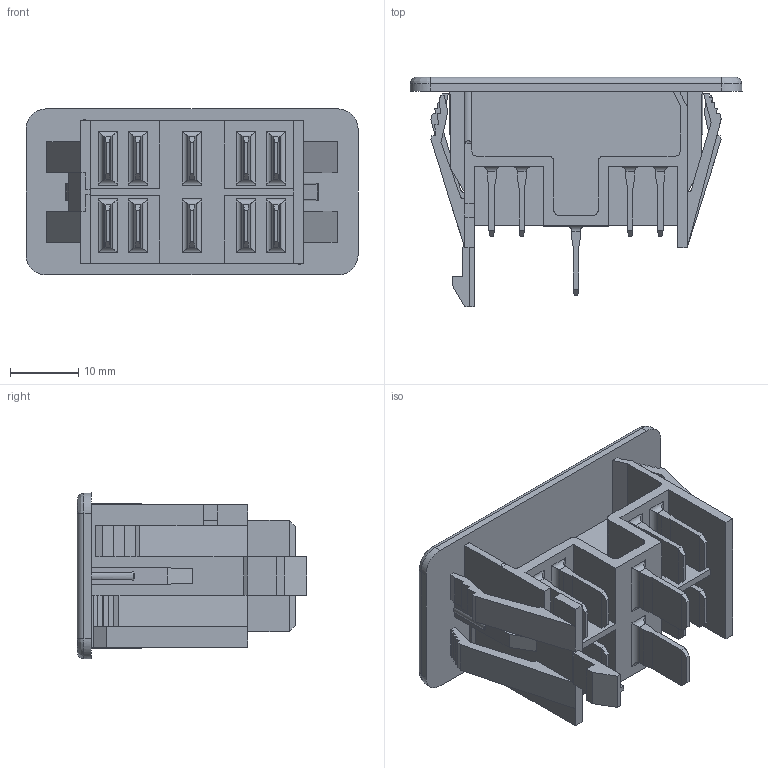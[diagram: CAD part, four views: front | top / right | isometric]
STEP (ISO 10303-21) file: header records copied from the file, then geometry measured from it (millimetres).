
FILE_DESCRIPTION((''),'2;1');
FILE_NAME('390-9005-02','2012-03-05T',('danboyden'),(''),'PRO/ENGINEER BY PARAMETRIC TECHNOLOGY CORPORATION, 2010280','PRO/ENGINEER BY PARAMETRIC TECHNOLOGY CORPORATION, 2010280','');
FILE_SCHEMA(('CONFIG_CONTROL_DESIGN'));
Length unit declared in the file: inch
Products named in the file (1): 390-9005-02
Bounding box: 48.51 x 33.53 x 24.26 mm (x, y, z)
Volume: 6854.7 mm3; surface area: 9966.5 mm2
Topology: 1 solids, 1 shells, 350 faces, 949 edges, 612 vertices
Faces by surface type: plane 276, cylinder 68, bspline 4, cone 2
Entity records: 11355 total; most frequent: CARTESIAN_POINT 2621, ORIENTED_EDGE 1898, DIRECTION 1627, EDGE_CURVE 949, VECTOR 839, LINE 839, VERTEX_POINT 612, AXIS2_PLACEMENT_3D 394
